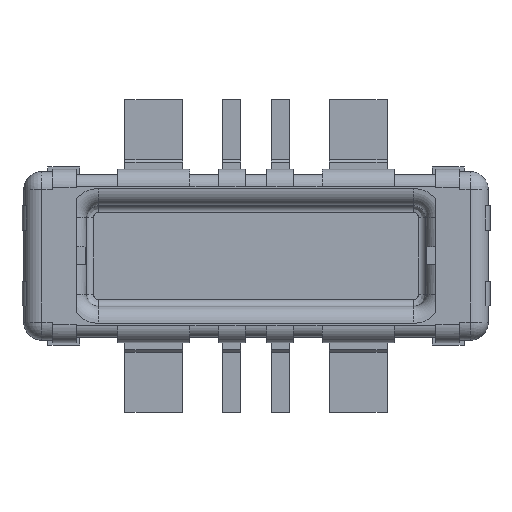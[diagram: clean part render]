
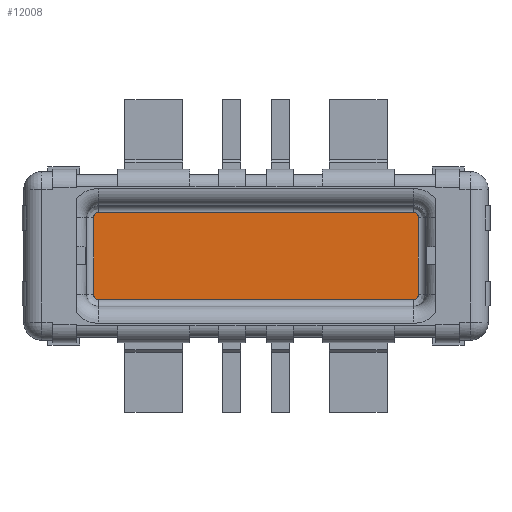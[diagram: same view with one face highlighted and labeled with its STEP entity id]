
A CAD part, top view. The second image highlights one B-rep face of the part: STEP entity #12008.
In plain terms, the highlighted planar face has unit normal (0, 0, 1).
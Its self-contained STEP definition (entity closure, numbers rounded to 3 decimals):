
#4444=CARTESIAN_POINT('',(1.31,0.32,-0.48));
#4445=DIRECTION('',(0.,0.,-1.));
#4446=DIRECTION('',(0.,1.,0.));
#4447=AXIS2_PLACEMENT_3D('',#4444,#4445,#4446);
#4449=CARTESIAN_POINT('',(1.31,-0.32,-0.48));
#4450=DIRECTION('',(0.,0.,-1.));
#4451=DIRECTION('',(1.,0.,0.));
#4452=AXIS2_PLACEMENT_3D('',#4449,#4450,#4451);
#4454=CARTESIAN_POINT('',(-1.31,-0.32,-0.48));
#4455=DIRECTION('',(0.,0.,-1.));
#4456=DIRECTION('',(0.,-1.,0.));
#4457=AXIS2_PLACEMENT_3D('',#4454,#4455,#4456);
#4459=CARTESIAN_POINT('',(-1.31,0.32,-0.48));
#4460=DIRECTION('',(0.,0.,-1.));
#4461=DIRECTION('',(-1.,0.,0.));
#4462=AXIS2_PLACEMENT_3D('',#4459,#4460,#4461);
#4483=DIRECTION('',(-1.,0.,0.));
#4484=VECTOR('',#4483,2.62);
#4485=CARTESIAN_POINT('',(1.31,0.36,-0.48));
#4486=LINE('',#4485,#4484);
#4510=DIRECTION('',(0.,-1.,0.));
#4511=VECTOR('',#4510,0.64);
#4512=CARTESIAN_POINT('',(-1.35,0.32,-0.48));
#4513=LINE('',#4512,#4511);
#4526=DIRECTION('',(0.,1.,0.));
#4527=VECTOR('',#4526,0.64);
#4528=CARTESIAN_POINT('',(1.35,-0.32,-0.48));
#4529=LINE('',#4528,#4527);
#4561=DIRECTION('',(1.,0.,0.));
#4562=VECTOR('',#4561,2.62);
#4563=CARTESIAN_POINT('',(-1.31,-0.36,
-0.48));
#4564=LINE('',#4563,#4562);
#4976=CARTESIAN_POINT('',(-1.31,-0.36,
-0.48));
#4977=CARTESIAN_POINT('',(-1.35,-0.32,-0.48));
#4978=VERTEX_POINT('',#4976);
#4979=VERTEX_POINT('',#4977);
#4980=CARTESIAN_POINT('',(1.31,0.36,
-0.48));
#4981=CARTESIAN_POINT('',(1.35,0.32,-0.48));
#4982=VERTEX_POINT('',#4980);
#4983=VERTEX_POINT('',#4981);
#4984=CARTESIAN_POINT('',(1.35,-0.32,-0.48));
#4985=VERTEX_POINT('',#4984);
#4986=CARTESIAN_POINT('',(1.31,-0.36,-0.48));
#4987=VERTEX_POINT('',#4986);
#4988=CARTESIAN_POINT('',(-1.35,0.32,-0.48));
#4989=VERTEX_POINT('',#4988);
#4990=CARTESIAN_POINT('',(-1.31,0.36,-0.48));
#4991=VERTEX_POINT('',#4990);
#11986=CARTESIAN_POINT('',(0.,0.,-0.48));
#11987=DIRECTION('',(0.,0.,1.));
#11988=DIRECTION('',(1.,0.,0.));
#11989=AXIS2_PLACEMENT_3D('',#11986,#11987,#11988);
#11990=PLANE('',#11989);
#11992=ORIENTED_EDGE('',*,*,#11991,.T.);
#11994=ORIENTED_EDGE('',*,*,#11993,.F.);
#11996=ORIENTED_EDGE('',*,*,#11995,.T.);
#11998=ORIENTED_EDGE('',*,*,#11997,.F.);
#11999=ORIENTED_EDGE('',*,*,#11976,.T.);
#12001=ORIENTED_EDGE('',*,*,#12000,.F.);
#12003=ORIENTED_EDGE('',*,*,#12002,.T.);
#12005=ORIENTED_EDGE('',*,*,#12004,.F.);
#12006=EDGE_LOOP('',(#11992,#11994,#11996,#11998,#11999,#12001,#12003,#12005));
#12007=FACE_OUTER_BOUND('',#12006,.F.);
#4448=CIRCLE('',#4447,0.04);
#4453=CIRCLE('',#4452,0.04);
#4458=CIRCLE('',#4457,0.04);
#4463=CIRCLE('',#4462,0.04);
#11976=EDGE_CURVE('',#4978,#4979,#4458,.T.);
#11991=EDGE_CURVE('',#4982,#4983,#4448,.T.);
#11993=EDGE_CURVE('',#4985,#4983,#4529,.T.);
#11995=EDGE_CURVE('',#4985,#4987,#4453,.T.);
#11997=EDGE_CURVE('',#4978,#4987,#4564,.T.);
#12000=EDGE_CURVE('',#4989,#4979,#4513,.T.);
#12002=EDGE_CURVE('',#4989,#4991,#4463,.T.);
#12004=EDGE_CURVE('',#4982,#4991,#4486,.T.);
#12008=ADVANCED_FACE('',(#12007),#11990,.T.);
